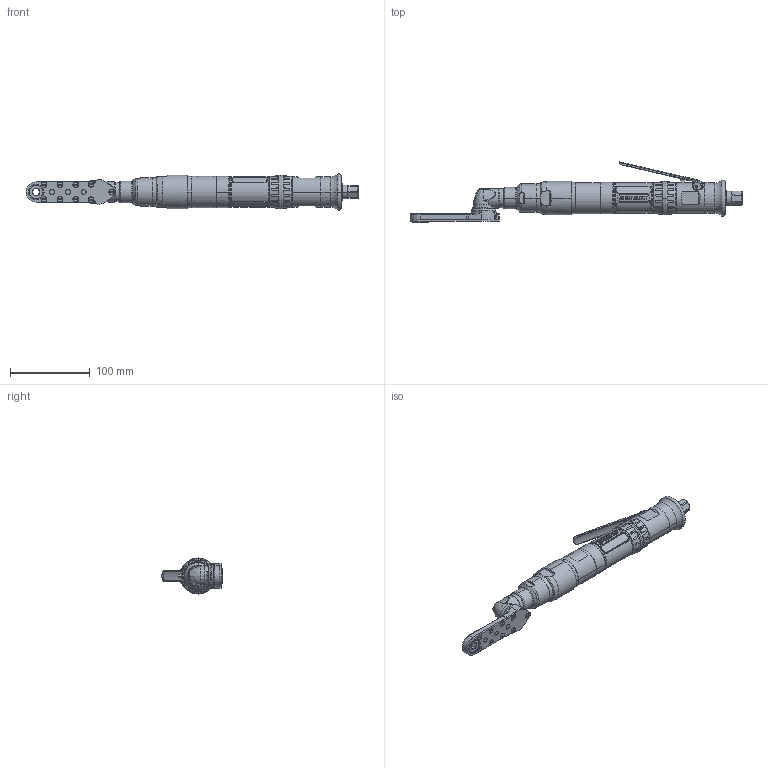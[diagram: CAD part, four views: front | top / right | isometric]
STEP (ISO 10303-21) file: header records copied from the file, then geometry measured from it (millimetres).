
FILE_DESCRIPTION((''),'2;1');
FILE_NAME('AA23LC550-10','2015-05-29T',('EJF1116'),(''),'PRO/ENGINEER BY PARAMETRIC TECHNOLOGY CORPORATION, 2010430','PRO/ENGINEER BY PARAMETRIC TECHNOLOGY CORPORATION, 2010430','');
FILE_SCHEMA(('CONFIG_CONTROL_DESIGN'));
Products named in the file (1): AA23LC550-10
Bounding box: 417.63 x 75.83 x 45.42 mm (x, y, z)
Surface area: 101465.3 mm2 (no closed solid volume)
Topology: 0 solids, 138 shells, 1032 faces, 3975 edges, 2961 vertices
Faces by surface type: cylinder 441, plane 311, bspline 100, cone 97, torus 75, extrusion 5, sphere 3
Entity records: 82160 total; most frequent: CARTESIAN_POINT 51386, ORIENTED_EDGE 6060, DIRECTION 5844, EDGE_CURVE 3973, VERTEX_POINT 2961, AXIS2_PLACEMENT_3D 2318, CIRCLE 1391, B_SPLINE_CURVE_WITH_KNOTS 1384
